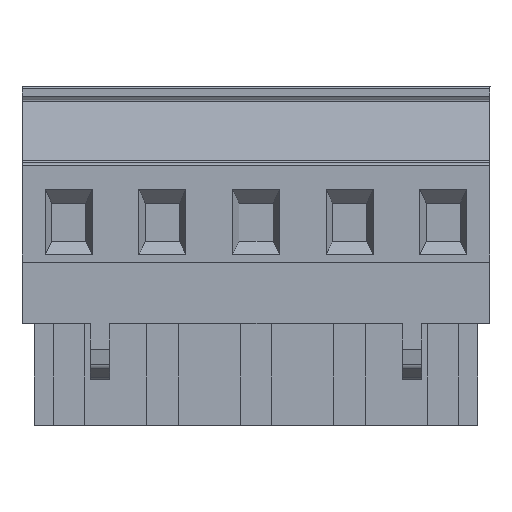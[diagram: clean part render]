
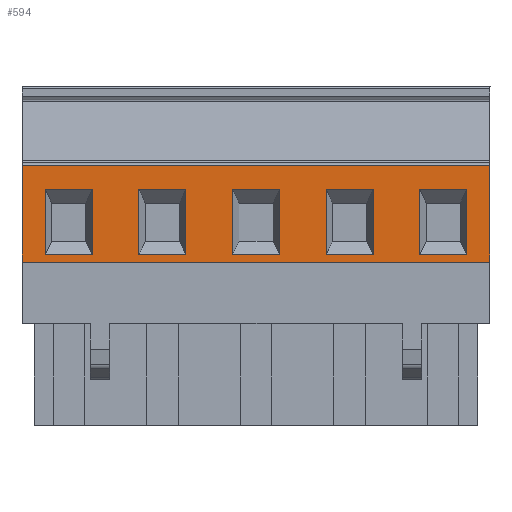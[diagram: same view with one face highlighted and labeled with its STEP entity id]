
A CAD part, top view. The second image highlights one B-rep face of the part: STEP entity #594.
In plain terms, the highlighted planar face has unit normal (0, 0, 1).
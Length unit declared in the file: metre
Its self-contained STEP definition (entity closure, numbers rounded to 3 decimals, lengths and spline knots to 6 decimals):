
#594=ADVANCED_FACE('',(#1251,#1252,#1253,#1254,#1255,#1256),#1257,.T.);
#1251=FACE_BOUND('',#1951,.T.);
#1252=FACE_BOUND('',#1952,.T.);
#1253=FACE_BOUND('',#1953,.T.);
#1254=FACE_OUTER_BOUND('',#1954,.T.);
#1255=FACE_BOUND('',#1955,.T.);
#1256=FACE_BOUND('',#1956,.T.);
#1257=PLANE('',#1957);
#1951=EDGE_LOOP('',(#3630,#3631,#3632,#3633));
#1952=EDGE_LOOP('',(#3634,#3635,#3636,#3637));
#1953=EDGE_LOOP('',(#3638,#3639,#3640,#3641));
#1954=EDGE_LOOP('',(#3642,#3643,#3644,#3645));
#1955=EDGE_LOOP('',(#3646,#3647,#3648,#3649));
#1956=EDGE_LOOP('',(#3650,#3651,#3652,#3653));
#1957=AXIS2_PLACEMENT_3D('',#3654,#3655,#3656);
#3630=ORIENTED_EDGE('',*,*,#4085,.F.);
#3631=ORIENTED_EDGE('',*,*,#4302,.F.);
#3632=ORIENTED_EDGE('',*,*,#4679,.F.);
#3633=ORIENTED_EDGE('',*,*,#4474,.F.);
#3634=ORIENTED_EDGE('',*,*,#4680,.T.);
#3635=ORIENTED_EDGE('',*,*,#4630,.T.);
#3636=ORIENTED_EDGE('',*,*,#4090,.T.);
#3637=ORIENTED_EDGE('',*,*,#4274,.F.);
#3638=ORIENTED_EDGE('',*,*,#4419,.F.);
#3639=ORIENTED_EDGE('',*,*,#4673,.F.);
#3640=ORIENTED_EDGE('',*,*,#4152,.F.);
#3641=ORIENTED_EDGE('',*,*,#4365,.F.);
#3642=ORIENTED_EDGE('',*,*,#4253,.F.);
#3643=ORIENTED_EDGE('',*,*,#4239,.F.);
#3644=ORIENTED_EDGE('',*,*,#4681,.F.);
#3645=ORIENTED_EDGE('',*,*,#4682,.T.);
#3646=ORIENTED_EDGE('',*,*,#4517,.F.);
#3647=ORIENTED_EDGE('',*,*,#4321,.F.);
#3648=ORIENTED_EDGE('',*,*,#4256,.F.);
#3649=ORIENTED_EDGE('',*,*,#4460,.F.);
#3650=ORIENTED_EDGE('',*,*,#4471,.F.);
#3651=ORIENTED_EDGE('',*,*,#4639,.F.);
#3652=ORIENTED_EDGE('',*,*,#4683,.F.);
#3653=ORIENTED_EDGE('',*,*,#4309,.F.);
#3654=CARTESIAN_POINT('',(0.,0.00397,-0.00095));
#3655=DIRECTION('',(0.0,0.0,1.0));
#3656=DIRECTION('',(1.0,0.0,0.0));
#4085=EDGE_CURVE('',#4885,#4876,#4887,.T.);
#4090=EDGE_CURVE('',#4890,#4894,#4896,.T.);
#4152=EDGE_CURVE('',#5000,#4996,#5002,.T.);
#4239=EDGE_CURVE('',#5149,#5151,#5152,.T.);
#4253=EDGE_CURVE('',#5151,#5174,#5175,.T.);
#4256=EDGE_CURVE('',#5178,#5179,#5180,.T.);
#4274=EDGE_CURVE('',#5207,#4894,#5208,.T.);
#4302=EDGE_CURVE('',#5250,#4885,#5251,.T.);
#4309=EDGE_CURVE('',#5260,#5261,#5262,.T.);
#4321=EDGE_CURVE('',#5179,#5274,#5279,.T.);
#4365=EDGE_CURVE('',#5338,#5000,#5339,.T.);
#4419=EDGE_CURVE('',#5425,#5338,#5427,.T.);
#4460=EDGE_CURVE('',#5488,#5178,#5489,.T.);
#4471=EDGE_CURVE('',#5500,#5260,#5502,.T.);
#4474=EDGE_CURVE('',#4876,#5506,#5507,.T.);
#4517=EDGE_CURVE('',#5274,#5488,#5562,.T.);
#4630=EDGE_CURVE('',#5706,#4890,#5710,.T.);
#4639=EDGE_CURVE('',#5720,#5500,#5722,.T.);
#4673=EDGE_CURVE('',#4996,#5425,#5758,.T.);
#4679=EDGE_CURVE('',#5506,#5250,#5764,.T.);
#4680=EDGE_CURVE('',#5207,#5706,#5765,.T.);
#4681=EDGE_CURVE('',#5766,#5149,#5767,.T.);
#4682=EDGE_CURVE('',#5766,#5174,#5768,.T.);
#4683=EDGE_CURVE('',#5261,#5720,#5769,.T.);
#4876=VERTEX_POINT('',#6008);
#4885=VERTEX_POINT('',#6021);
#4887=LINE('',#6024,#6025);
#4890=VERTEX_POINT('',#6028);
#4894=VERTEX_POINT('',#6034);
#4896=LINE('',#6037,#6038);
#4996=VERTEX_POINT('',#6176);
#5000=VERTEX_POINT('',#6182);
#5002=LINE('',#6185,#6186);
#5149=VERTEX_POINT('',#6379);
#5151=VERTEX_POINT('',#6381);
#5152=LINE('',#6382,#6383);
#5174=VERTEX_POINT('',#6415);
#5175=LINE('',#6416,#6417);
#5178=VERTEX_POINT('',#6421);
#5179=VERTEX_POINT('',#6422);
#5180=LINE('',#6423,#6424);
#5207=VERTEX_POINT('',#6463);
#5208=LINE('',#6464,#6465);
#5250=VERTEX_POINT('',#6521);
#5251=LINE('',#6522,#6523);
#5260=VERTEX_POINT('',#6535);
#5261=VERTEX_POINT('',#6536);
#5262=LINE('',#6537,#6538);
#5274=VERTEX_POINT('',#6556);
#5279=LINE('',#6564,#6565);
#5338=VERTEX_POINT('',#6645);
#5339=LINE('',#6646,#6647);
#5425=VERTEX_POINT('',#6763);
#5427=LINE('',#6766,#6767);
#5488=VERTEX_POINT('',#6857);
#5489=LINE('',#6858,#6859);
#5500=VERTEX_POINT('',#6875);
#5502=LINE('',#6878,#6879);
#5506=VERTEX_POINT('',#6884);
#5507=LINE('',#6885,#6886);
#5562=LINE('',#6959,#6960);
#5706=VERTEX_POINT('',#7187);
#5710=LINE('',#7193,#7194);
#5720=VERTEX_POINT('',#7208);
#5722=LINE('',#7211,#7212);
#5758=LINE('',#7261,#7262);
#5764=LINE('',#7268,#7269);
#5765=LINE('',#7270,#7271);
#5766=VERTEX_POINT('',#7272);
#5767=LINE('',#7273,#7274);
#5768=LINE('',#7275,#7276);
#5769=LINE('',#7277,#7278);
#6008=CARTESIAN_POINT('',(0.020965,0.010904,-0.00095));
#6021=CARTESIAN_POINT('',(0.020965,0.005596,-0.00095));
#6024=CARTESIAN_POINT('',(0.020965,0.010904,-0.00095));
#6025=VECTOR('',#7457,1.0);
#6028=CARTESIAN_POINT('',(0.005725,0.005596,-0.00095));
#6034=CARTESIAN_POINT('',(0.001895,0.005596,-0.00095));
#6037=CARTESIAN_POINT('',(0.,0.005596,-0.00095));
#6038=VECTOR('',#7461,1.0);
#6176=CARTESIAN_POINT('',(0.013345,0.005596,-0.00095));
#6182=CARTESIAN_POINT('',(0.009515,0.005596,-0.00095));
#6185=CARTESIAN_POINT('',(0.013345,0.005596,-0.00095));
#6186=VECTOR('',#7521,1.0);
#6379=CARTESIAN_POINT('',(0.0381,0.012852,-0.00095));
#6381=CARTESIAN_POINT('',(0.0381,0.005,-0.00095));
#6382=CARTESIAN_POINT('',(0.0381,0.00397,-0.00095));
#6383=VECTOR('',#7643,1.0);
#6415=CARTESIAN_POINT('',(0.,0.005,-0.00095));
#6416=CARTESIAN_POINT('',(0.,0.005,-0.00095));
#6417=VECTOR('',#7654,1.0);
#6421=CARTESIAN_POINT('',(0.024755,0.005596,-0.00095));
#6422=CARTESIAN_POINT('',(0.028585,0.005596,-0.00095));
#6423=CARTESIAN_POINT('',(0.028585,0.005596,-0.00095));
#6424=VECTOR('',#7656,1.0);
#6463=CARTESIAN_POINT('',(0.001895,0.010904,-0.00095));
#6464=CARTESIAN_POINT('',(0.001895,0.004026,-0.00095));
#6465=VECTOR('',#7672,1.0);
#6521=CARTESIAN_POINT('',(0.017135,0.005596,-0.00095));
#6522=CARTESIAN_POINT('',(0.020965,0.005596,-0.00095));
#6523=VECTOR('',#7702,1.0);
#6535=CARTESIAN_POINT('',(0.032375,0.010904,-0.00095));
#6536=CARTESIAN_POINT('',(0.032375,0.005596,-0.00095));
#6537=CARTESIAN_POINT('',(0.032375,0.005596,-0.00095));
#6538=VECTOR('',#7709,1.0);
#6556=CARTESIAN_POINT('',(0.028585,0.010904,-0.00095));
#6564=CARTESIAN_POINT('',(0.028585,0.010904,-0.00095));
#6565=VECTOR('',#7719,1.0);
#6645=CARTESIAN_POINT('',(0.009515,0.010904,-0.00095));
#6646=CARTESIAN_POINT('',(0.009515,0.005596,-0.00095));
#6647=VECTOR('',#7768,1.0);
#6763=CARTESIAN_POINT('',(0.013345,0.010904,-0.00095));
#6766=CARTESIAN_POINT('',(0.009515,0.010904,-0.00095));
#6767=VECTOR('',#7845,1.0);
#6857=CARTESIAN_POINT('',(0.024755,0.010904,-0.00095));
#6858=CARTESIAN_POINT('',(0.024755,0.005596,-0.00095));
#6859=VECTOR('',#7875,1.0);
#6875=CARTESIAN_POINT('',(0.036205,0.010904,-0.00095));
#6878=CARTESIAN_POINT('',(0.032375,0.010904,-0.00095));
#6879=VECTOR('',#7885,1.0);
#6884=CARTESIAN_POINT('',(0.017135,0.010904,-0.00095));
#6885=CARTESIAN_POINT('',(0.017135,0.010904,-0.00095));
#6886=VECTOR('',#7887,1.0);
#6959=CARTESIAN_POINT('',(0.024755,0.010904,-0.00095));
#6960=VECTOR('',#7930,1.0);
#7187=CARTESIAN_POINT('',(0.005725,0.010904,-0.00095));
#7193=CARTESIAN_POINT('',(0.005725,0.004026,-0.00095));
#7194=VECTOR('',#8026,1.0);
#7208=CARTESIAN_POINT('',(0.036205,0.005596,-0.00095));
#7211=CARTESIAN_POINT('',(0.036205,0.010904,-0.00095));
#7212=VECTOR('',#8032,1.0);
#7261=CARTESIAN_POINT('',(0.013345,0.010904,-0.00095));
#7262=VECTOR('',#8064,1.0);
#7268=CARTESIAN_POINT('',(0.017135,0.005596,-0.00095));
#7269=VECTOR('',#8068,1.0);
#7270=CARTESIAN_POINT('',(0.,0.010904,-0.00095));
#7271=VECTOR('',#8069,1.0);
#7272=CARTESIAN_POINT('',(0.,0.012852,-0.00095));
#7273=CARTESIAN_POINT('',(0.,0.012852,-0.00095));
#7274=VECTOR('',#8070,1.0);
#7275=CARTESIAN_POINT('',(0.,0.00397,-0.00095));
#7276=VECTOR('',#8071,1.0);
#7277=CARTESIAN_POINT('',(0.036205,0.005596,-0.00095));
#7278=VECTOR('',#8072,1.0);
#7457=DIRECTION('',(0.,1.0,0.0));
#7461=DIRECTION('',(-1.0,0.,0.0));
#7521=DIRECTION('',(1.0,0.,0.0));
#7643=DIRECTION('',(0.,-1.0,0.0));
#7654=DIRECTION('',(-1.0,0.,0.0));
#7656=DIRECTION('',(1.0,0.,0.0));
#7672=DIRECTION('',(0.,-1.0,0.0));
#7702=DIRECTION('',(1.0,0.,0.0));
#7709=DIRECTION('',(0.,-1.0,0.0));
#7719=DIRECTION('',(0.,1.0,0.0));
#7768=DIRECTION('',(0.,-1.0,0.0));
#7845=DIRECTION('',(-1.0,0.,0.0));
#7875=DIRECTION('',(0.,-1.0,0.0));
#7885=DIRECTION('',(-1.0,0.,0.0));
#7887=DIRECTION('',(-1.0,0.,0.0));
#7930=DIRECTION('',(-1.0,0.,0.0));
#8026=DIRECTION('',(0.,-1.0,0.0));
#8032=DIRECTION('',(0.,1.0,0.0));
#8064=DIRECTION('',(0.,1.0,0.0));
#8068=DIRECTION('',(0.,-1.0,0.0));
#8069=DIRECTION('',(1.0,0.,0.0));
#8070=DIRECTION('',(1.0,0.,0.0));
#8071=DIRECTION('',(0.,-1.0,0.0));
#8072=DIRECTION('',(1.0,0.,0.0));
